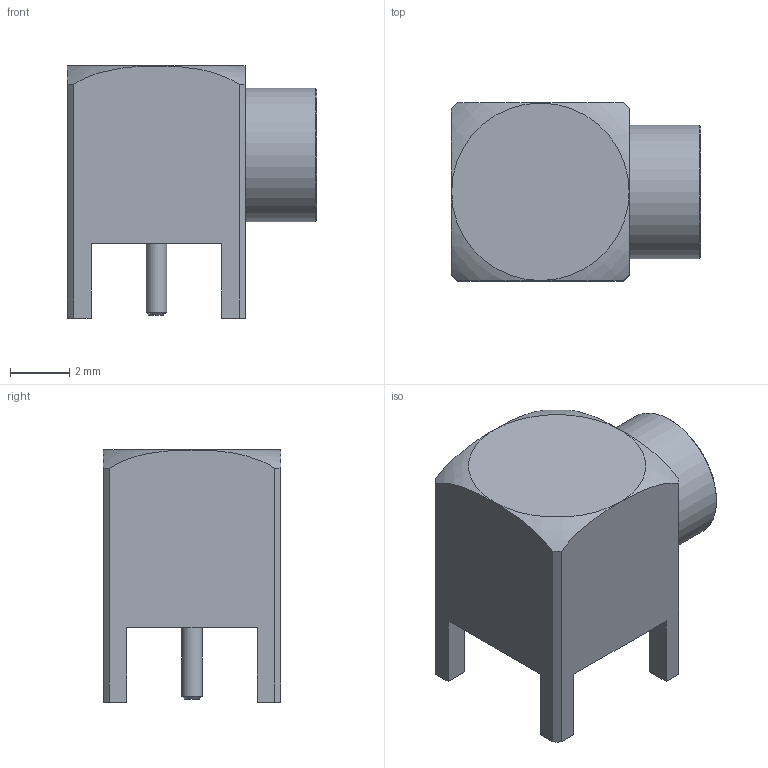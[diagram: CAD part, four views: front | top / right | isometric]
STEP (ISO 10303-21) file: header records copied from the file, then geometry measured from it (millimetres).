
FILE_DESCRIPTION(/* description */ ('Unknown'),/* implementation_level */ '2;1');
FILE_NAME(/* name */ '60123002122501',/* time_stamp */ '2020-02-05T15:57:40+01:00',/* author */ ('Unknown'),/* organization */ ('Unknown'),/* preprocessor_version */ 'ST-DEVELOPER v16.7',/* originating_system */ 'DEX',/* authorisation */ $);
FILE_SCHEMA (('AUTOMOTIVE_DESIGN {1 0 10303 214 3 1 1}'));
Length unit declared in the file: millimetre
Products named in the file (1): 60123002122501
Bounding box: 8.4 x 6 x 8.5 mm (x, y, z)
Volume: 233.6 mm3; surface area: 337.5 mm2
Topology: 1 solids, 1 shells, 185 faces, 659 edges, 439 vertices
Faces by surface type: plane 117, cylinder 59, cone 7, torus 2
Full cylindrical faces by diameter (mm): 0.385 x1, 0.7 x1, 0.8 x1, 2.55 x1, 2.65 x1, 3.05 x1, 3.5 x1, 4.5 x2, 4.6 x1
Entity records: 8428 total; most frequent: CARTESIAN_POINT 1264, ORIENTED_EDGE 1254, DIRECTION 1210, EDGE_CURVE 627, VERTEX_POINT 427, LINE 408, VECTOR 408, AXIS2_PLACEMENT_3D 401
